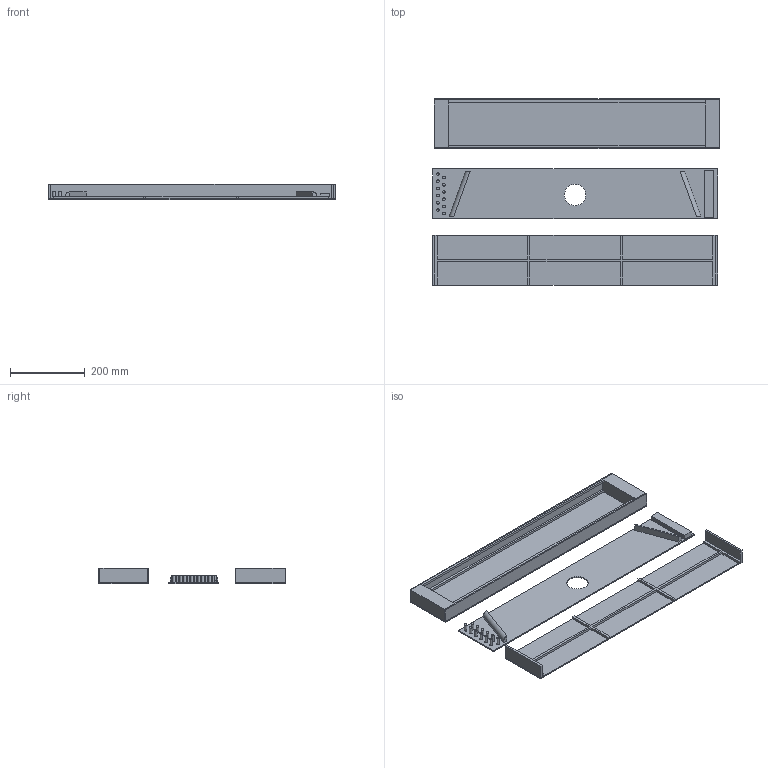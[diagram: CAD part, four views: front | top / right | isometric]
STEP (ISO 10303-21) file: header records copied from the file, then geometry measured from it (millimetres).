
FILE_DESCRIPTION(/* description */ (''),/* implementation_level */ '2;1');
FILE_NAME(/* name */ 'Aeolian_Harp v9.step',/* time_stamp */ '2023-07-24T05:00:21-06:00',/* author */ (''),/* organization */ (''),/* preprocessor_version */ 'ST-DEVELOPER v19.2',/* originating_system */ 'Autodesk Translation Framework v12.6.0.85',/* authorisation */ '');
FILE_SCHEMA (('AUTOMOTIVE_DESIGN { 1 0 10303 214 3 1 1 }'));
Length unit declared in the file: inch
Products named in the file (19): Aeolian_Harp; Box_Bottom_Part; Floor; Left_Block; Right_Block; Front_Bottom_Brace; Back_Bottom_Brace; Front_Face; Back_Face; Top_Braces; Box Top (1); Soundboard; Tuning Pegs; Tailpiece; Bridges; Lid; Plywood; Sides; Bracing
Assembly tree (18 placements, depth 3):
  Aeolian_Harp
    Box_Bottom_Part
      Floor
      Left_Block
      Right_Block
      Front_Bottom_Brace
      Back_Bottom_Brace
      Front_Face
      Back_Face
      Top_Braces
    Box Top (1)
      Soundboard
      Tuning Pegs
      Tailpiece
      Bridges
    Lid
      Plywood
      Sides
      Bracing
Bounding box: 766.97 x 498.62 x 41.67 mm (x, y, z)
Volume: 1829963.5 mm3; surface area: 952442.5 mm2
Topology: 29 solids, 29 shells, 175 faces, 351 edges, 234 vertices
Faces by surface type: plane 148, cylinder 27
Full cylindrical faces by diameter (mm): 2.54 x12, 7.01 x12, 57.15 x1
Entity records: 5132 total; most frequent: DIRECTION 831, CARTESIAN_POINT 798, ORIENTED_EDGE 702, EDGE_CURVE 351, LINE 297, VECTOR 297, AXIS2_PLACEMENT_3D 267, VERTEX_POINT 234
